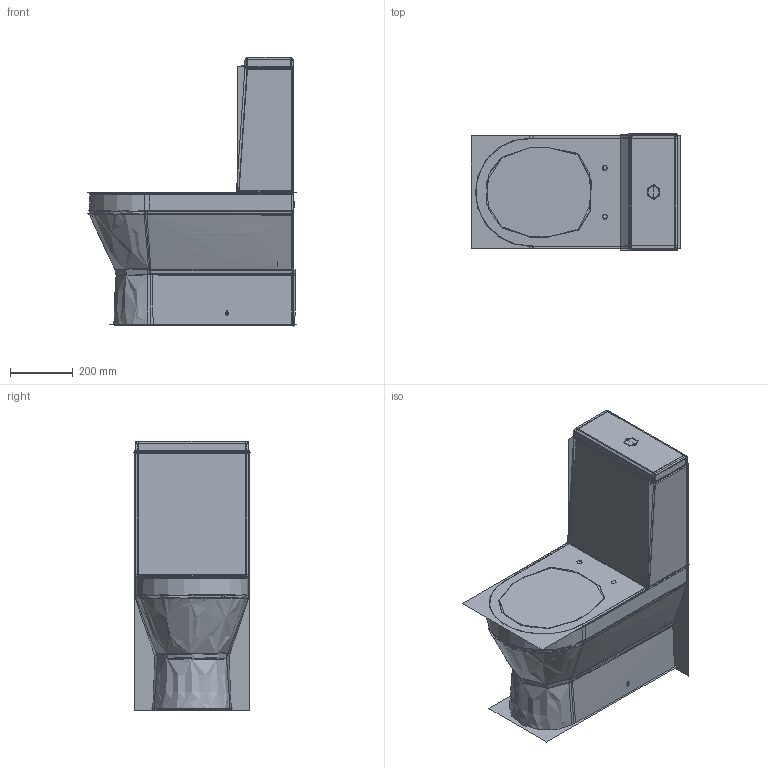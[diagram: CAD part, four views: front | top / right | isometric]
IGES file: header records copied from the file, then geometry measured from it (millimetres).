
Start section:  PTC IGES file: W178&T178.igs
Global section: file name: W178&T178.igs; native system: Creo Parametric by PTC Inc.; preprocessor: 2018400; author: Administrator; organization: Unknown; date: 20200422.164705; units: millimetre
Bounding box: 666.49 x 373.06 x 858.34 mm (x, y, z)
Surface area: 7687616.3 mm2 (no closed solid volume)
Topology: 0 solids, 0 shells, 1210 faces, 18055 edges, 23751 vertices
Faces by surface type: bspline 662, revolution 544, extrusion 4
